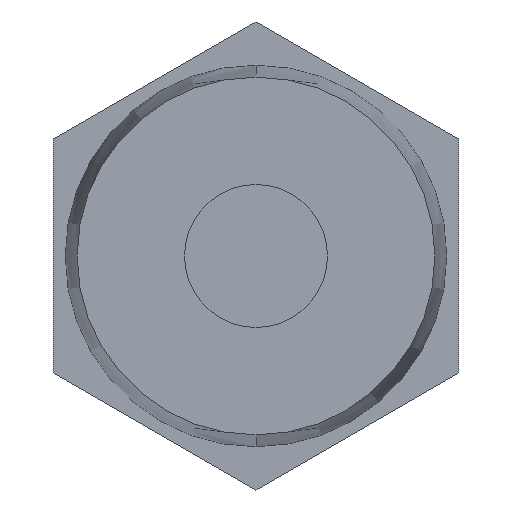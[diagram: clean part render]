
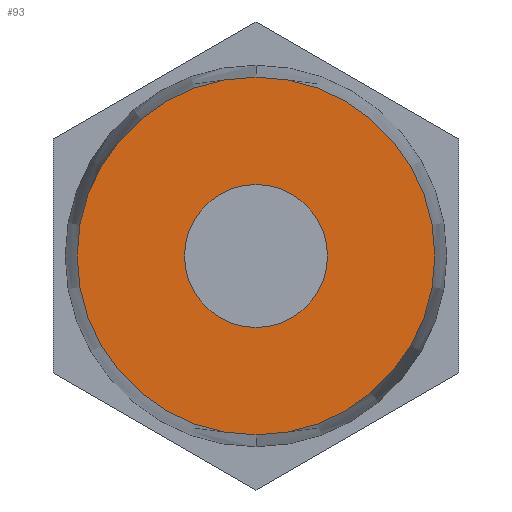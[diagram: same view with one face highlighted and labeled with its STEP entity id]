
A CAD part, front view. The second image highlights one B-rep face of the part: STEP entity #93.
In plain terms, the highlighted planar face has unit normal (0, -1, 0).
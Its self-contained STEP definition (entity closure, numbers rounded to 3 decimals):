
#93=ADVANCED_FACE('',(#135,#136),#137,.F.);
#135=FACE_OUTER_BOUND('',#179,.T.);
#136=FACE_BOUND('',#180,.T.);
#137=PLANE('',#181);
#179=EDGE_LOOP('',(#314,#315));
#180=EDGE_LOOP('',(#316,#317));
#181=AXIS2_PLACEMENT_3D('',#318,#319,#320);
#314=ORIENTED_EDGE('',*,*,#328,.F.);
#315=ORIENTED_EDGE('',*,*,#369,.F.);
#316=ORIENTED_EDGE('',*,*,#368,.T.);
#317=ORIENTED_EDGE('',*,*,#332,.T.);
#318=CARTESIAN_POINT('',(7.5,-10.0,0.0));
#319=DIRECTION('',(0.0,1.0,0.0));
#320=DIRECTION('',(1.0,0.0,-0.0));
#328=EDGE_CURVE('',#370,#371,#372,.T.);
#332=EDGE_CURVE('',#378,#379,#380,.T.);
#368=EDGE_CURVE('',#379,#378,#438,.T.);
#369=EDGE_CURVE('',#371,#370,#439,.T.);
#370=VERTEX_POINT('',#440);
#371=VERTEX_POINT('',#441);
#372=CIRCLE('',#442,7.5);
#378=VERTEX_POINT('',#450);
#379=VERTEX_POINT('',#451);
#380=CIRCLE('',#452,3.0);
#438=CIRCLE('',#534,3.0);
#439=CIRCLE('',#535,7.5);
#440=CARTESIAN_POINT('',(0.,-10.0,7.5));
#441=CARTESIAN_POINT('',(0.,-10.0,-7.5));
#442=AXIS2_PLACEMENT_3D('',#536,#537,#538);
#450=CARTESIAN_POINT('',(0.,-10.0,-3.0));
#451=CARTESIAN_POINT('',(0.,-10.0,3.0));
#452=AXIS2_PLACEMENT_3D('',#544,#545,#546);
#534=AXIS2_PLACEMENT_3D('',#604,#605,#606);
#535=AXIS2_PLACEMENT_3D('',#607,#608,#609);
#536=CARTESIAN_POINT('',(0.,-10.0,0.0));
#537=DIRECTION('',(-0.0,1.0,0.0));
#538=DIRECTION('',(0.0,0.0,1.0));
#544=CARTESIAN_POINT('',(0.,-10.0,0.0));
#545=DIRECTION('',(-0.0,1.0,0.0));
#546=DIRECTION('',(0.0,0.0,1.0));
#604=CARTESIAN_POINT('',(0.,-10.0,0.0));
#605=DIRECTION('',(-0.0,1.0,0.0));
#606=DIRECTION('',(0.0,0.0,1.0));
#607=CARTESIAN_POINT('',(0.,-10.0,0.0));
#608=DIRECTION('',(-0.0,1.0,0.0));
#609=DIRECTION('',(0.0,0.0,1.0));
